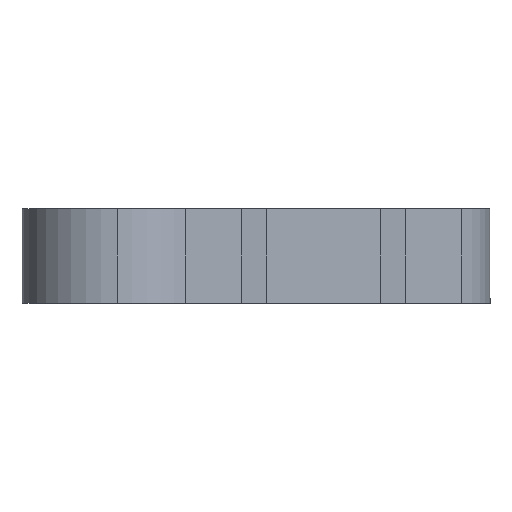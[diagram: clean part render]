
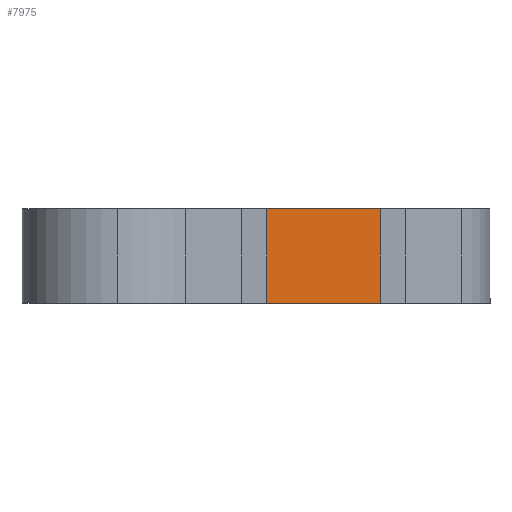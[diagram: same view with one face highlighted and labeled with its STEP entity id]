
A CAD part, left-side view. The second image highlights one B-rep face of the part: STEP entity #7975.
In plain terms, the highlighted planar face has unit normal (-0.707, -0.707, 0).
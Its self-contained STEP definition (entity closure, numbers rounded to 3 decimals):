
#247 = CARTESIAN_POINT ( 'NONE',  ( -9.674, 0.906, 66.54 ) ) ;
#328 = CARTESIAN_POINT ( 'NONE',  ( -9.674, 0.906, 3.05 ) ) ;
#809 = DIRECTION ( 'NONE',  ( 0., 0., -1. ) ) ;
#847 = DIRECTION ( 'NONE',  ( 0., 0., -1. ) ) ;
#1081 = VERTEX_POINT ( 'NONE', #1514 ) ;
#1247 = DIRECTION ( 'NONE',  ( -0.707, 0.707, 0. ) ) ;
#1276 = CARTESIAN_POINT ( 'NONE',  ( -17.054, 8.286, -3.05 ) ) ;
#1514 = CARTESIAN_POINT ( 'NONE',  ( -17.054, 8.286, -3.05 ) ) ;
#1798 = LINE ( 'NONE', #1276, #8196 ) ;
#1804 = VECTOR ( 'NONE', #809, 1000. ) ;
#1894 = DIRECTION ( 'NONE',  ( -0.707, 0.707, 0. ) ) ;
#1903 = ORIENTED_EDGE ( 'NONE', *, *, #7040, .F. ) ;
#1945 = FACE_OUTER_BOUND ( 'NONE', #6530, .T. ) ;
#2055 = AXIS2_PLACEMENT_3D ( 'NONE', #7330, #5297, #1247 ) ;
#2245 = LINE ( 'NONE', #4192, #5003 ) ;
#2669 = LINE ( 'NONE', #247, #3593 ) ;
#3593 = VECTOR ( 'NONE', #847, 1000. ) ;
#3930 = DIRECTION ( 'NONE',  ( 0.707, -0.707, 0. ) ) ;
#4192 = CARTESIAN_POINT ( 'NONE',  ( -17.054, 8.286, 3.05 ) ) ;
#4374 = CARTESIAN_POINT ( 'NONE',  ( -17.054, 8.286, 3.05 ) ) ;
#4467 = ORIENTED_EDGE ( 'NONE', *, *, #7675, .F. ) ;
#4889 = ORIENTED_EDGE ( 'NONE', *, *, #7237, .F. ) ;
#5003 = VECTOR ( 'NONE', #3930, 1000. ) ;
#5297 = DIRECTION ( 'NONE',  ( 0.707, 0.707, 0. ) ) ;
#5918 = VERTEX_POINT ( 'NONE', #4374 ) ;
#6518 = LINE ( 'NONE', #6818, #1804 ) ;
#6530 = EDGE_LOOP ( 'NONE', ( #4467, #4889, #1903, #6968 ) ) ;
#6567 = VERTEX_POINT ( 'NONE', #328 ) ;
#6818 = CARTESIAN_POINT ( 'NONE',  ( -17.054, 8.286, 66.54 ) ) ;
#6968 = ORIENTED_EDGE ( 'NONE', *, *, #8055, .T. ) ;
#7040 = EDGE_CURVE ( 'NONE', #5918, #6567, #2245, .T. ) ;
#7237 = EDGE_CURVE ( 'NONE', #6567, #7492, #2669, .T. ) ;
#7330 = CARTESIAN_POINT ( 'NONE',  ( -17.054, 8.286, 66.54 ) ) ;
#7492 = VERTEX_POINT ( 'NONE', #7604 ) ;
#7604 = CARTESIAN_POINT ( 'NONE',  ( -9.674, 0.906, -3.05 ) ) ;
#7675 = EDGE_CURVE ( 'NONE', #7492, #1081, #1798, .T. ) ;
#7975 = ADVANCED_FACE ( 'NONE', ( #1945 ), #7996, .F. ) ;
#7996 = PLANE ( 'NONE',  #2055 ) ;
#8055 = EDGE_CURVE ( 'NONE', #5918, #1081, #6518, .T. ) ;
#8196 = VECTOR ( 'NONE', #1894, 1000. ) ;
